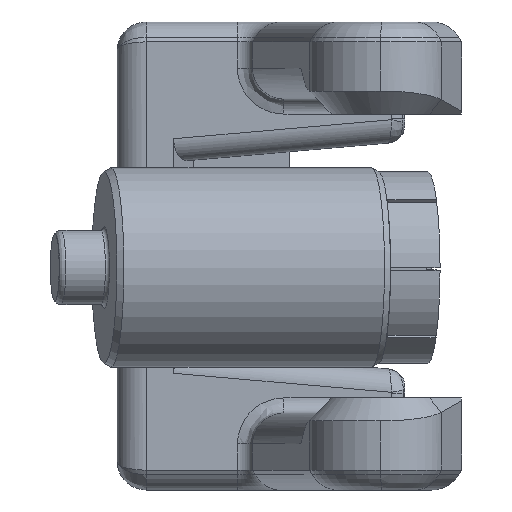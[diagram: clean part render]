
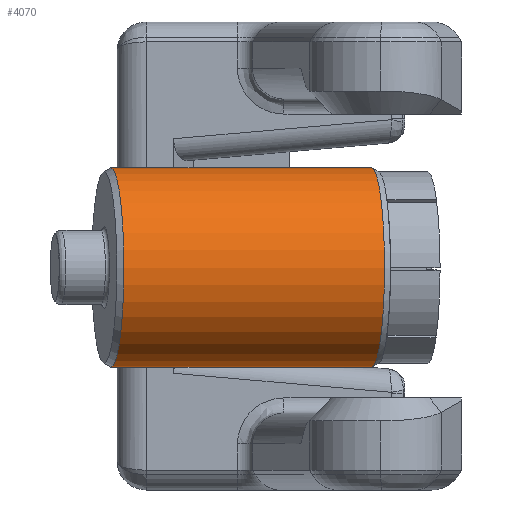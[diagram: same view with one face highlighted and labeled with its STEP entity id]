
A CAD part, front view. The second image highlights one B-rep face of the part: STEP entity #4070.
In plain terms, the highlighted cylindrical face has radius 26 mm (diameter 52 mm), a full revolution.
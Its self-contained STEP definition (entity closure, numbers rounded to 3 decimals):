
#230=CIRCLE('',#4451,26.);
#235=CIRCLE('',#4457,26.);
#575=FACE_OUTER_BOUND('',#813,.T.);
#813=EDGE_LOOP('',(#3696,#3697,#3698,#3699));
#1229=LINE('',#7891,#1554);
#1554=VECTOR('',#5528,26.);
#1951=VERTEX_POINT('',#7881);
#1952=VERTEX_POINT('',#7889);
#2541=EDGE_CURVE('',#1951,#1951,#230,.T.);
#2546=EDGE_CURVE('',#1952,#1952,#235,.T.);
#2547=EDGE_CURVE('',#1952,#1951,#1229,.T.);
#3696=ORIENTED_EDGE('',*,*,#2546,.F.);
#3697=ORIENTED_EDGE('',*,*,#2547,.T.);
#3698=ORIENTED_EDGE('',*,*,#2541,.F.);
#3699=ORIENTED_EDGE('',*,*,#2547,.F.);
#3843=CYLINDRICAL_SURFACE('',#4456,26.);
#4070=ADVANCED_FACE('',(#575),#3843,.T.);
#4451=AXIS2_PLACEMENT_3D('',#7883,#5514,#5515);
#4456=AXIS2_PLACEMENT_3D('',#7888,#5524,#5525);
#4457=AXIS2_PLACEMENT_3D('',#7890,#5526,#5527);
#5514=DIRECTION('center_axis',(0.991,0.131,0.));
#5515=DIRECTION('ref_axis',(0.,0.,
1.));
#5524=DIRECTION('center_axis',(-0.991,-0.131,0.));
#5525=DIRECTION('ref_axis',(0.,0.,
1.));
#5526=DIRECTION('center_axis',(-0.991,-0.131,0.));
#5527=DIRECTION('ref_axis',(0.,0.,
1.));
#5528=DIRECTION('',(0.991,0.131,0.));
#7881=CARTESIAN_POINT('',(6.329,-54.72,12.));
#7883=CARTESIAN_POINT('Origin',(6.329,-54.72,38.));
#7888=CARTESIAN_POINT('Origin',(8.046,-54.493,38.));
#7889=CARTESIAN_POINT('',(-61.616,-63.704,12.));
#7890=CARTESIAN_POINT('Origin',(-61.616,-63.704,38.));
#7891=CARTESIAN_POINT('',(8.046,-54.493,12.));
